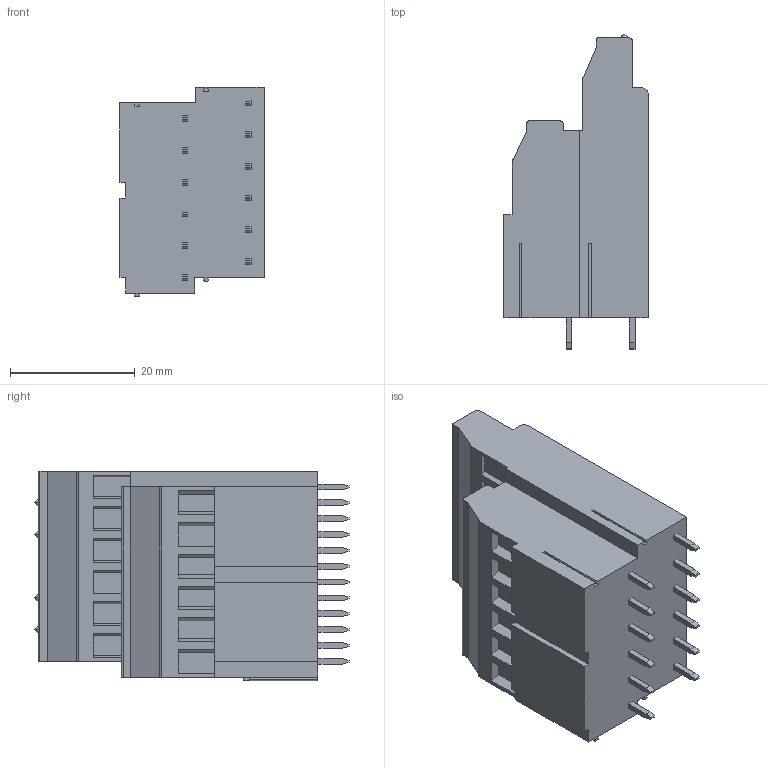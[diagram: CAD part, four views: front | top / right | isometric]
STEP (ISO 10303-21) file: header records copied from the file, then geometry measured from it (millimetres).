
FILE_DESCRIPTION((''),'2;1');
FILE_NAME('TL324VH2','2024-12-26T',('yanfa'),(''),'PRO/ENGINEER BY PARAMETRIC TECHNOLOGY CORPORATION, 2009280','PRO/ENGINEER BY PARAMETRIC TECHNOLOGY CORPORATION, 2009280','');
FILE_SCHEMA(('AUTOMOTIVE_DESIGN_CC2 { 1 2 10303 214 -1 1 5 2 }'));
Length unit declared in the file: millimetre
Products named in the file (1): TL324VH2
Bounding box: 23.1 x 50.3 x 33.62 mm (x, y, z)
Volume: 23665.2 mm3; surface area: 7234.5 mm2
Topology: 1 solids, 1 shells, 387 faces, 1079 edges, 714 vertices
Faces by surface type: plane 292, cylinder 63, torus 24, sphere 8
Entity records: 12487 total; most frequent: CARTESIAN_POINT 2436, ORIENTED_EDGE 2142, DIRECTION 2011, EDGE_CURVE 1071, VECTOR 809, LINE 809, VERTEX_POINT 714, AXIS2_PLACEMENT_3D 601
